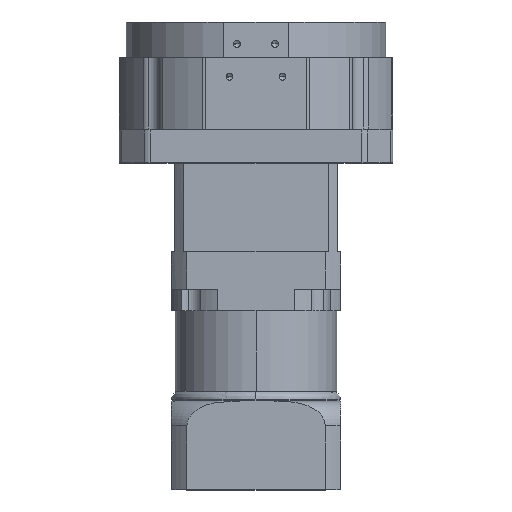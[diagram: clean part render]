
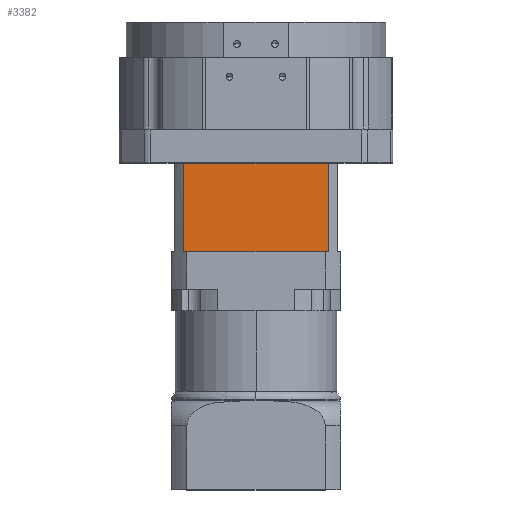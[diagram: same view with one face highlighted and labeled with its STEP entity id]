
A CAD part, top view. The second image highlights one B-rep face of the part: STEP entity #3382.
In plain terms, the highlighted planar face has unit normal (0, 0, 1).
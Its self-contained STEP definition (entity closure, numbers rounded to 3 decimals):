
#128 = VECTOR ( 'NONE', #17001, 1000. ) ;
#1067 = VERTEX_POINT ( 'NONE', #16028 ) ;
#1857 = AXIS2_PLACEMENT_3D ( 'NONE', #2587, #16372, #9477 ) ;
#2587 = CARTESIAN_POINT ( 'NONE',  ( 0., -32.5, -22.4 ) ) ;
#2616 = VECTOR ( 'NONE', #6435, 1000. ) ;
#3374 = CARTESIAN_POINT ( 'NONE',  ( 31.257, 0., -22.4 ) ) ;
#3382 = ADVANCED_FACE ( 'NONE', ( #5305 ), #17975, .T. ) ;
#3672 = ORIENTED_EDGE ( 'NONE', *, *, #15694, .T. ) ;
#4318 = CARTESIAN_POINT ( 'NONE',  ( 26.458, 0., -22.4 ) ) ;
#5031 = EDGE_CURVE ( 'NONE', #11454, #16292, #12300, .T. ) ;
#5200 = CARTESIAN_POINT ( 'NONE',  ( -26.458, -32.5, -22.4 ) ) ;
#5305 = FACE_OUTER_BOUND ( 'NONE', #17313, .T. ) ;
#5449 = ORIENTED_EDGE ( 'NONE', *, *, #5031, .F. ) ;
#6435 = DIRECTION ( 'NONE',  ( 0., -1., 0. ) ) ;
#7584 = VERTEX_POINT ( 'NONE', #11026 ) ;
#8784 = CARTESIAN_POINT ( 'NONE',  ( 26.458, 21.889, -22.4 ) ) ;
#9477 = DIRECTION ( 'NONE',  ( 1., 0., 0. ) ) ;
#10216 = LINE ( 'NONE', #12863, #128 ) ;
#10585 = DIRECTION ( 'NONE',  ( 0., -1., 0. ) ) ;
#11026 = CARTESIAN_POINT ( 'NONE',  ( 26.458, -32.5, -22.4 ) ) ;
#11454 = VERTEX_POINT ( 'NONE', #15486 ) ;
#12300 = LINE ( 'NONE', #3374, #16011 ) ;
#12325 = ORIENTED_EDGE ( 'NONE', *, *, #14821, .F. ) ;
#12863 = CARTESIAN_POINT ( 'NONE',  ( 0., -32.5, -22.4 ) ) ;
#13188 = DIRECTION ( 'NONE',  ( 1., 0., 0. ) ) ;
#13596 = LINE ( 'NONE', #8784, #2616 ) ;
#14408 = LINE ( 'NONE', #5200, #17704 ) ;
#14821 = EDGE_CURVE ( 'NONE', #16292, #7584, #13596, .T. ) ;
#15486 = CARTESIAN_POINT ( 'NONE',  ( -26.458, 0., -22.4 ) ) ;
#15694 = EDGE_CURVE ( 'NONE', #11454, #1067, #14408, .T. ) ;
#16011 = VECTOR ( 'NONE', #13188, 1000. ) ;
#16028 = CARTESIAN_POINT ( 'NONE',  ( -26.458, -32.5, -22.4 ) ) ;
#16292 = VERTEX_POINT ( 'NONE', #4318 ) ;
#16372 = DIRECTION ( 'NONE',  ( 0., 0., 1. ) ) ;
#17001 = DIRECTION ( 'NONE',  ( 1., 0., 0. ) ) ;
#17313 = EDGE_LOOP ( 'NONE', ( #5449, #3672, #17869, #12325 ) ) ;
#17341 = EDGE_CURVE ( 'NONE', #1067, #7584, #10216, .T. ) ;
#17704 = VECTOR ( 'NONE', #10585, 1000. ) ;
#17869 = ORIENTED_EDGE ( 'NONE', *, *, #17341, .T. ) ;
#17975 = PLANE ( 'NONE',  #1857 ) ;
